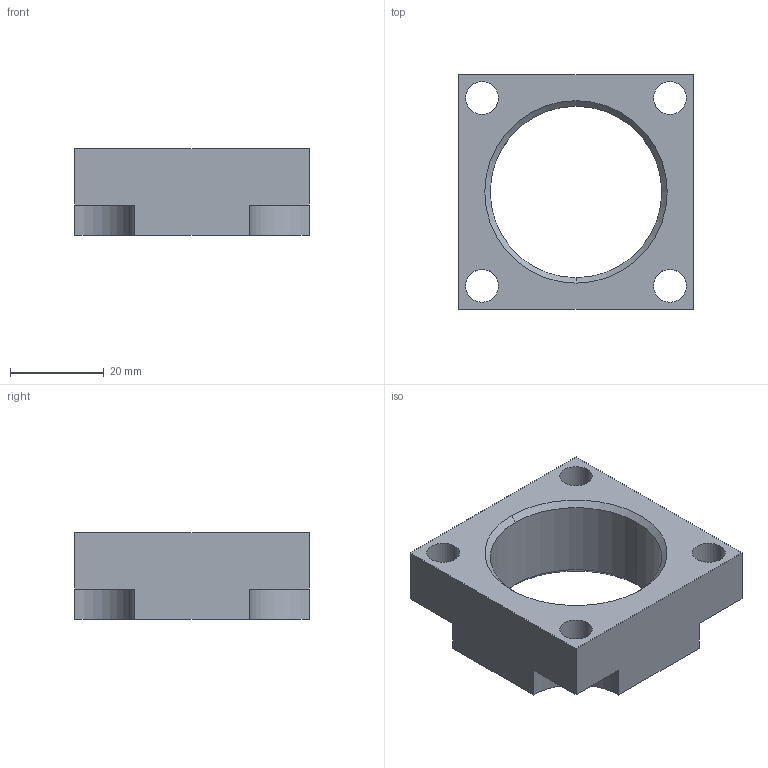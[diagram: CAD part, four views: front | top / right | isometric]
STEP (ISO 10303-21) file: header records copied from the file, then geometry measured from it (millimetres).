
FILE_DESCRIPTION((''),'2;1');
FILE_NAME('ILCM44013800','2007-11-13T',('KR'),(''),'PRO/ENGINEER BY PARAMETRIC TECHNOLOGY CORPORATION, 2005180','PRO/ENGINEER BY PARAMETRIC TECHNOLOGY CORPORATION, 2005180','');
FILE_SCHEMA(('AUTOMOTIVE_DESIGN_CC2 { 1 2 10303 214 -1 1 5 2 }'));
Length unit declared in the file: millimetre
Products named in the file (1): ILCM44013800
Bounding box: 49.99 x 49.99 x 18.49 mm (x, y, z)
Volume: 21460.2 mm3; surface area: 9215.9 mm2
Topology: 1 solids, 1 shells, 33 faces, 88 edges, 58 vertices
Faces by surface type: cylinder 14, plane 11, cone 8
Entity records: 1461 total; most frequent: DIRECTION 196, CARTESIAN_POINT 179, ORIENTED_EDGE 176, COLOUR_RGB 106, PRESENTATION_STYLE_ASSIGNMENT 89, STYLED_ITEM 89, CURVE_STYLE 88, EDGE_CURVE 88
